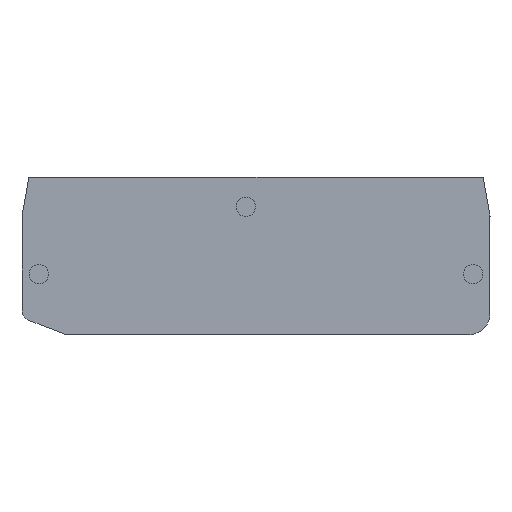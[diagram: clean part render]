
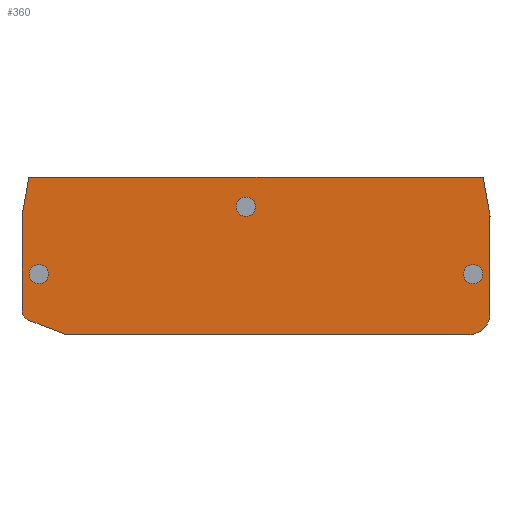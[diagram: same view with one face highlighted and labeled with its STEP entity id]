
A CAD part, top view. The second image highlights one B-rep face of the part: STEP entity #360.
In plain terms, the highlighted planar face has unit normal (0, 0, 1).
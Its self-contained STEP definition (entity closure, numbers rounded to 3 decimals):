
#1=CARTESIAN_POINT('',(404.577,179.105,2.2));
#2=DIRECTION('',(0.,0.,1.));
#3=DIRECTION('',(-1.,0.,0.));
#4=AXIS2_PLACEMENT_3D('',#1,#2,#3);
#6=CARTESIAN_POINT('',(404.577,179.105,2.2));
#7=DIRECTION('',(0.,0.,1.));
#8=DIRECTION('',(1.,0.,0.));
#9=AXIS2_PLACEMENT_3D('',#6,#7,#8);
#11=DIRECTION('',(-0.174,0.985,0.));
#12=VECTOR('',#11,7.193);
#13=CARTESIAN_POINT('',(407.727,189.956,2.2));
#14=LINE('',#13,#12);
#15=DIRECTION('',(0.,1.,0.));
#16=VECTOR('',#15,18.151);
#17=CARTESIAN_POINT('',(407.727,171.805,2.2));
#18=LINE('',#17,#16);
#19=CARTESIAN_POINT('',(403.727,171.805,2.2));
#20=DIRECTION('',(0.,0.,1.));
#21=DIRECTION('',(0.,-1.,0.));
#22=AXIS2_PLACEMENT_3D('',#19,#20,#21);
#24=DIRECTION('',(1.,0.,0.));
#25=VECTOR('',#24,75.009);
#26=CARTESIAN_POINT('',(328.718,167.805,2.2));
#27=LINE('',#26,#25);
#28=DIRECTION('',(0.934,-0.358,0.));
#29=VECTOR('',#28,7.506);
#30=CARTESIAN_POINT('',(321.71,170.494,2.2));
#31=LINE('',#30,#29);
#32=CARTESIAN_POINT('',(322.427,172.361,2.2));
#33=DIRECTION('',(0.,0.,1.));
#34=DIRECTION('',(-1.,0.,0.));
#35=AXIS2_PLACEMENT_3D('',#32,#33,#34);
#37=DIRECTION('',(0.,-1.,0.));
#38=VECTOR('',#37,17.508);
#39=CARTESIAN_POINT('',(320.427,189.869,2.2));
#40=LINE('',#39,#38);
#41=CARTESIAN_POINT('',(321.427,189.869,2.2));
#42=DIRECTION('',(0.,0.,1.));
#43=DIRECTION('',(-0.985,0.174,0.));
#44=AXIS2_PLACEMENT_3D('',#41,#42,#43);
#46=DIRECTION('',(-0.174,-0.985,0.));
#47=VECTOR('',#46,7.105);
#48=CARTESIAN_POINT('',(321.678,197.04,2.2));
#49=LINE('',#48,#47);
#50=CARTESIAN_POINT('',(321.875,197.005,2.2));
#51=DIRECTION('',(0.,0.,1.));
#52=DIRECTION('',(0.,1.,0.));
#53=AXIS2_PLACEMENT_3D('',#50,#51,#52);
#55=DIRECTION('',(-1.,0.,0.));
#56=VECTOR('',#55,84.403);
#57=CARTESIAN_POINT('',(406.279,197.205,2.2));
#58=LINE('',#57,#56);
#59=CARTESIAN_POINT('',(406.279,197.005,2.2));
#60=DIRECTION('',(0.,0.,1.));
#61=DIRECTION('',(0.985,0.174,0.));
#62=AXIS2_PLACEMENT_3D('',#59,#60,#61);
#64=CARTESIAN_POINT('',(323.577,179.105,2.2));
#65=DIRECTION('',(0.,0.,1.));
#66=DIRECTION('',(-1.,0.,0.));
#67=AXIS2_PLACEMENT_3D('',#64,#65,#66);
#69=CARTESIAN_POINT('',(323.577,179.105,2.2));
#70=DIRECTION('',(0.,0.,1.));
#71=DIRECTION('',(1.,0.,0.));
#72=AXIS2_PLACEMENT_3D('',#69,#70,#71);
#120=CARTESIAN_POINT('',(362.177,191.705,2.2));
#121=DIRECTION('',(0.,0.,1.));
#122=DIRECTION('',(1.,0.,0.));
#123=AXIS2_PLACEMENT_3D('',#120,#121,#122);
#125=CARTESIAN_POINT('',(362.177,191.705,2.2));
#126=DIRECTION('',(0.,0.,1.));
#127=DIRECTION('',(-1.,0.,0.));
#128=AXIS2_PLACEMENT_3D('',#125,#126,#127);
#239=CARTESIAN_POINT('',(407.727,189.956,2.2));
#240=CARTESIAN_POINT('',(406.475,197.04,2.2));
#241=VERTEX_POINT('',#239);
#242=VERTEX_POINT('',#240);
#243=CARTESIAN_POINT('',(406.279,197.205,2.2));
#244=VERTEX_POINT('',#243);
#245=CARTESIAN_POINT('',(321.875,197.205,2.2));
#246=VERTEX_POINT('',#245);
#247=CARTESIAN_POINT('',(321.678,197.04,2.2));
#248=VERTEX_POINT('',#247);
#249=CARTESIAN_POINT('',(320.442,190.043,2.2));
#250=VERTEX_POINT('',#249);
#251=CARTESIAN_POINT('',(320.427,189.869,2.2));
#252=VERTEX_POINT('',#251);
#253=CARTESIAN_POINT('',(320.427,172.361,2.2));
#254=VERTEX_POINT('',#253);
#255=CARTESIAN_POINT('',(321.71,170.494,2.2));
#256=VERTEX_POINT('',#255);
#257=CARTESIAN_POINT('',(328.718,167.805,2.2));
#258=VERTEX_POINT('',#257);
#259=CARTESIAN_POINT('',(403.727,167.805,2.2));
#260=VERTEX_POINT('',#259);
#261=CARTESIAN_POINT('',(407.727,171.805,2.2));
#262=VERTEX_POINT('',#261);
#299=CARTESIAN_POINT('',(325.377,179.105,2.2));
#300=VERTEX_POINT('',#299);
#301=CARTESIAN_POINT('',(321.777,179.105,2.2));
#302=VERTEX_POINT('',#301);
#303=CARTESIAN_POINT('',(406.377,179.105,2.2));
#304=VERTEX_POINT('',#303);
#305=CARTESIAN_POINT('',(402.777,179.105,2.2));
#306=VERTEX_POINT('',#305);
#307=CARTESIAN_POINT('',(360.377,191.705,2.2));
#308=CARTESIAN_POINT('',(363.977,191.705,2.2));
#309=VERTEX_POINT('',#307);
#310=VERTEX_POINT('',#308);
#311=CARTESIAN_POINT('',(406.727,185.019,2.2));
#312=DIRECTION('',(0.,0.,-1.));
#313=DIRECTION('',(0.,-1.,0.));
#314=AXIS2_PLACEMENT_3D('',#311,#312,#313);
#315=PLANE('',#314);
#317=ORIENTED_EDGE('',*,*,#316,.F.);
#319=ORIENTED_EDGE('',*,*,#318,.F.);
#321=ORIENTED_EDGE('',*,*,#320,.F.);
#323=ORIENTED_EDGE('',*,*,#322,.F.);
#325=ORIENTED_EDGE('',*,*,#324,.F.);
#327=ORIENTED_EDGE('',*,*,#326,.F.);
#329=ORIENTED_EDGE('',*,*,#328,.F.);
#331=ORIENTED_EDGE('',*,*,#330,.F.);
#333=ORIENTED_EDGE('',*,*,#332,.F.);
#335=ORIENTED_EDGE('',*,*,#334,.F.);
#337=ORIENTED_EDGE('',*,*,#336,.F.);
#339=ORIENTED_EDGE('',*,*,#338,.F.);
#340=EDGE_LOOP('',(#317,#319,#321,#323,#325,#327,#329,#331,#333,#335,#337,
#339));
#341=FACE_OUTER_BOUND('',#340,.F.);
#343=ORIENTED_EDGE('',*,*,#342,.T.);
#345=ORIENTED_EDGE('',*,*,#344,.T.);
#346=EDGE_LOOP('',(#343,#345));
#347=FACE_BOUND('',#346,.F.);
#349=ORIENTED_EDGE('',*,*,#348,.T.);
#351=ORIENTED_EDGE('',*,*,#350,.T.);
#352=EDGE_LOOP('',(#349,#351));
#353=FACE_BOUND('',#352,.F.);
#355=ORIENTED_EDGE('',*,*,#354,.T.);
#357=ORIENTED_EDGE('',*,*,#356,.T.);
#358=EDGE_LOOP('',(#355,#357));
#359=FACE_BOUND('',#358,.F.);
#5=CIRCLE('',#4,1.8);
#10=CIRCLE('',#9,1.8);
#23=CIRCLE('',#22,4.);
#36=CIRCLE('',#35,2.);
#45=CIRCLE('',#44,1.);
#54=CIRCLE('',#53,0.2);
#63=CIRCLE('',#62,0.2);
#68=CIRCLE('',#67,1.8);
#73=CIRCLE('',#72,1.8);
#124=CIRCLE('',#123,1.8);
#129=CIRCLE('',#128,1.8);
#316=EDGE_CURVE('',#241,#242,#14,.T.);
#318=EDGE_CURVE('',#262,#241,#18,.T.);
#320=EDGE_CURVE('',#260,#262,#23,.T.);
#322=EDGE_CURVE('',#258,#260,#27,.T.);
#324=EDGE_CURVE('',#256,#258,#31,.T.);
#326=EDGE_CURVE('',#254,#256,#36,.T.);
#328=EDGE_CURVE('',#252,#254,#40,.T.);
#330=EDGE_CURVE('',#250,#252,#45,.T.);
#332=EDGE_CURVE('',#248,#250,#49,.T.);
#334=EDGE_CURVE('',#246,#248,#54,.T.);
#336=EDGE_CURVE('',#244,#246,#58,.T.);
#338=EDGE_CURVE('',#242,#244,#63,.T.);
#342=EDGE_CURVE('',#306,#304,#5,.T.);
#344=EDGE_CURVE('',#304,#306,#10,.T.);
#348=EDGE_CURVE('',#309,#310,#129,.T.);
#350=EDGE_CURVE('',#310,#309,#124,.T.);
#354=EDGE_CURVE('',#302,#300,#68,.T.);
#356=EDGE_CURVE('',#300,#302,#73,.T.);
#360=ADVANCED_FACE('',(#341,#347,#353,#359),#315,.F.);
